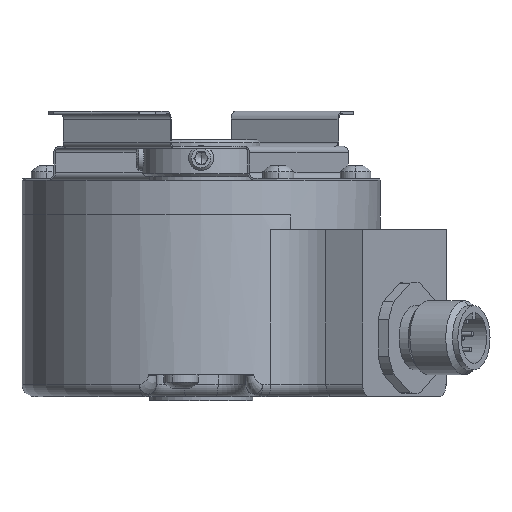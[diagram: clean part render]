
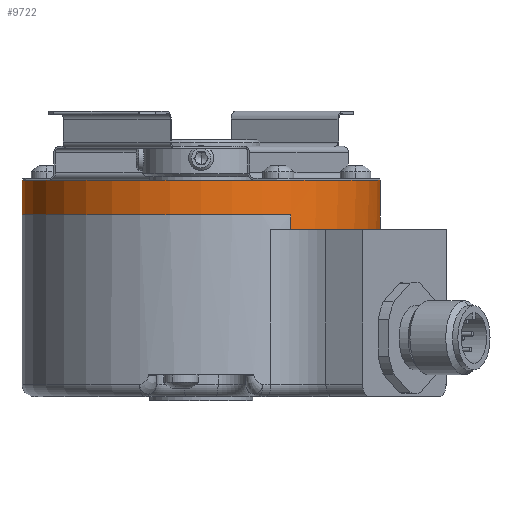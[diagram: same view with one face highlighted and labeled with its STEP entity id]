
A CAD part, front view. The second image highlights one B-rep face of the part: STEP entity #9722.
In plain terms, the highlighted cylindrical face has radius 29 mm (diameter 58 mm), a partial arc.
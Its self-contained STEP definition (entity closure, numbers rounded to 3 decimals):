
#66=DIRECTION('',(0.,0.,-1.));
#67=VECTOR('',#66,2.4);
#68=CARTESIAN_POINT('',(14.5,-25.115,12.4));
#69=LINE('',#68,#67);
#170=CARTESIAN_POINT('',(0.,0.,12.4));
#171=DIRECTION('',(0.,0.,1.));
#172=DIRECTION('',(1.,0.,0.));
#173=AXIS2_PLACEMENT_3D('',#170,#171,#172);
#175=DIRECTION('',(0.,0.,1.));
#176=VECTOR('',#175,5.6);
#177=CARTESIAN_POINT('',(29.,0.,12.4));
#178=LINE('',#177,#176);
#179=DIRECTION('',(0.,0.,-1.));
#180=VECTOR('',#179,27.4);
#181=CARTESIAN_POINT('',(-14.5,25.115,12.4));
#182=LINE('',#181,#180);
#183=CARTESIAN_POINT('',(18.616,22.236,-15.));
#184=CARTESIAN_POINT('',(18.637,22.218,-15.004));
#185=CARTESIAN_POINT('',(18.683,22.18,-14.993));
#186=CARTESIAN_POINT('',(18.755,22.119,-14.981));
#187=CARTESIAN_POINT('',(18.83,22.055,-14.957));
#188=CARTESIAN_POINT('',(18.908,21.988,-14.924));
#189=CARTESIAN_POINT('',(18.989,21.918,-14.881));
#190=CARTESIAN_POINT('',(19.071,21.847,-14.827));
#191=CARTESIAN_POINT('',(19.155,21.774,-14.762));
#192=CARTESIAN_POINT('',(19.236,21.702,-14.687));
#193=CARTESIAN_POINT('',(19.315,21.632,-14.603));
#194=CARTESIAN_POINT('',(19.389,21.566,-14.511));
#195=CARTESIAN_POINT('',(19.456,21.505,-14.414));
#196=CARTESIAN_POINT('',(19.516,21.451,-14.314));
#197=CARTESIAN_POINT('',(19.567,21.404,-14.213));
#198=CARTESIAN_POINT('',(19.61,21.365,-14.112));
#199=CARTESIAN_POINT('',(19.645,21.332,-14.014));
#200=CARTESIAN_POINT('',(19.673,21.307,-13.918));
#201=CARTESIAN_POINT('',(19.693,21.288,-13.826));
#202=CARTESIAN_POINT('',(19.707,21.275,-13.737));
#203=CARTESIAN_POINT('',(19.715,21.268,-13.651));
#204=CARTESIAN_POINT('',(19.718,21.265,-13.596));
#205=CARTESIAN_POINT('',(19.717,21.266,-13.57));
#207=CARTESIAN_POINT('',(28.565,5.004,-15.));
#208=CARTESIAN_POINT('',(28.56,5.031,-15.004));
#209=CARTESIAN_POINT('',(28.55,5.09,-14.993));
#210=CARTESIAN_POINT('',(28.533,5.183,-14.981));
#211=CARTESIAN_POINT('',(28.515,5.28,-14.957));
#212=CARTESIAN_POINT('',(28.496,5.381,-14.924));
#213=CARTESIAN_POINT('',(28.476,5.486,-14.881));
#214=CARTESIAN_POINT('',(28.456,5.593,-14.827));
#215=CARTESIAN_POINT('',(28.434,5.701,-14.762));
#216=CARTESIAN_POINT('',(28.412,5.808,-14.687));
#217=CARTESIAN_POINT('',(28.391,5.911,-14.603));
#218=CARTESIAN_POINT('',(28.371,6.008,-14.511));
#219=CARTESIAN_POINT('',(28.352,6.097,-14.414));
#220=CARTESIAN_POINT('',(28.335,6.175,-14.314));
#221=CARTESIAN_POINT('',(28.32,6.243,-14.213));
#222=CARTESIAN_POINT('',(28.307,6.301,-14.112));
#223=CARTESIAN_POINT('',(28.297,6.347,-14.014));
#224=CARTESIAN_POINT('',(28.289,6.384,-13.918));
#225=CARTESIAN_POINT('',(28.283,6.411,-13.826));
#226=CARTESIAN_POINT('',(28.278,6.43,-13.737));
#227=CARTESIAN_POINT('',(28.276,6.44,-13.651));
#228=CARTESIAN_POINT('',(28.275,6.444,-13.596));
#229=CARTESIAN_POINT('',(28.275,6.443,-13.57));
#231=DIRECTION('',(0.,0.,-1.));
#232=VECTOR('',#231,25.);
#233=CARTESIAN_POINT('',(28.781,3.561,10.));
#234=LINE('',#233,#232);
#235=CARTESIAN_POINT('',(0.,0.,12.4));
#236=DIRECTION('',(0.,0.,1.));
#237=DIRECTION('',(-1.,0.,0.));
#238=AXIS2_PLACEMENT_3D('',#235,#236,#237);
#240=DIRECTION('',(0.,0.,1.));
#241=VECTOR('',#240,5.6);
#242=CARTESIAN_POINT('',(-29.,0.,12.4));
#243=LINE('',#242,#241);
#244=CARTESIAN_POINT('',(0.,0.,-15.));
#245=DIRECTION('',(0.,0.,-1.));
#246=DIRECTION('',(-0.5,0.866,0.));
#247=AXIS2_PLACEMENT_3D('',#244,#245,#246);
#963=CARTESIAN_POINT('',(0.,0.,18.));
#964=DIRECTION('',(0.,0.,1.));
#965=DIRECTION('',(-1.,0.,0.));
#966=AXIS2_PLACEMENT_3D('',#963,#964,#965);
#3027=CARTESIAN_POINT('',(0.,0.,-13.5));
#3028=DIRECTION('',(0.,0.,1.));
#3029=DIRECTION('',(0.975,0.222,0.));
#3030=AXIS2_PLACEMENT_3D('',#3027,#3028,#3029);
#3089=DIRECTION('',(0.,0.,1.));
#3090=VECTOR('',#3089,0.07);
#3091=CARTESIAN_POINT('',(19.717,21.266,-13.57));
#3092=LINE('',#3091,#3090);
#3282=CARTESIAN_POINT('',(0.,0.,-15.));
#3283=DIRECTION('',(0.,0.,-1.));
#3284=DIRECTION('',(0.985,0.173,0.));
#3285=AXIS2_PLACEMENT_3D('',#3282,#3283,#3284);
#3311=CARTESIAN_POINT('',(0.,0.,10.));
#3312=DIRECTION('',(0.,0.,-1.));
#3313=DIRECTION('',(0.992,0.123,0.));
#3314=AXIS2_PLACEMENT_3D('',#3311,#3312,#3313);
#3352=DIRECTION('',(0.,0.,-1.));
#3353=VECTOR('',#3352,0.07);
#3354=CARTESIAN_POINT('',(28.275,6.443,-13.5));
#3355=LINE('',#3354,#3353);
#7897=CARTESIAN_POINT('',(29.,0.,18.));
#7898=CARTESIAN_POINT('',(-29.,0.,18.));
#7899=VERTEX_POINT('',#7897);
#7900=VERTEX_POINT('',#7898);
#9027=CARTESIAN_POINT('',(28.781,3.561,10.));
#9028=CARTESIAN_POINT('',(14.5,-25.115,10.));
#9029=VERTEX_POINT('',#9027);
#9030=VERTEX_POINT('',#9028);
#9033=CARTESIAN_POINT('',(28.275,6.443,-13.5));
#9034=CARTESIAN_POINT('',(19.717,21.266,-13.5));
#9035=VERTEX_POINT('',#9033);
#9036=VERTEX_POINT('',#9034);
#9055=CARTESIAN_POINT('',(28.781,3.561,-15.));
#9056=VERTEX_POINT('',#9055);
#9059=CARTESIAN_POINT('',(28.565,5.004,-15.));
#9060=VERTEX_POINT('',#9059);
#9077=CARTESIAN_POINT('',(-14.5,25.115,-15.));
#9078=CARTESIAN_POINT('',(18.616,22.236,-15.));
#9079=VERTEX_POINT('',#9077);
#9080=VERTEX_POINT('',#9078);
#9179=VERTEX_POINT('',#229);
#9183=CARTESIAN_POINT('',(19.717,21.266,-13.57));
#9184=VERTEX_POINT('',#9183);
#9205=CARTESIAN_POINT('',(29.,0.,12.4));
#9206=CARTESIAN_POINT('',(-14.5,25.115,12.4));
#9207=VERTEX_POINT('',#9205);
#9208=VERTEX_POINT('',#9206);
#9209=CARTESIAN_POINT('',(-29.,0.,12.4));
#9210=CARTESIAN_POINT('',(14.5,-25.115,12.4));
#9211=VERTEX_POINT('',#9209);
#9212=VERTEX_POINT('',#9210);
#9689=CARTESIAN_POINT('',(0.,0.,0.));
#9690=DIRECTION('',(0.,0.,1.));
#9691=DIRECTION('',(1.,0.,0.));
#9692=AXIS2_PLACEMENT_3D('',#9689,#9690,#9691);
#9693=CYLINDRICAL_SURFACE('',#9692,29.);
#9694=ORIENTED_EDGE('',*,*,#9682,.F.);
#9695=ORIENTED_EDGE('',*,*,#9680,.T.);
#9696=ORIENTED_EDGE('',*,*,#9678,.T.);
#9698=ORIENTED_EDGE('',*,*,#9697,.T.);
#9700=ORIENTED_EDGE('',*,*,#9699,.T.);
#9702=ORIENTED_EDGE('',*,*,#9701,.T.);
#9704=ORIENTED_EDGE('',*,*,#9703,.F.);
#9706=ORIENTED_EDGE('',*,*,#9705,.T.);
#9708=ORIENTED_EDGE('',*,*,#9707,.F.);
#9710=ORIENTED_EDGE('',*,*,#9709,.T.);
#9712=ORIENTED_EDGE('',*,*,#9711,.F.);
#9714=ORIENTED_EDGE('',*,*,#9713,.T.);
#9715=ORIENTED_EDGE('',*,*,#9647,.F.);
#9716=ORIENTED_EDGE('',*,*,#9645,.F.);
#9717=ORIENTED_EDGE('',*,*,#9643,.T.);
#9719=ORIENTED_EDGE('',*,*,#9718,.T.);
#9720=EDGE_LOOP('',(#9694,#9695,#9696,#9698,#9700,#9702,#9704,#9706,#9708,#9710,
#9712,#9714,#9715,#9716,#9717,#9719));
#9721=FACE_OUTER_BOUND('',#9720,.F.);
#174=CIRCLE('',#173,29.);
#206=B_SPLINE_CURVE_WITH_KNOTS('',3,(#183,#184,#185,#186,#187,#188,#189,#190,
#191,#192,#193,#194,#195,#196,#197,#198,#199,#200,#201,#202,#203,#204,#205),
.UNSPECIFIED.,.F.,.F.,(4,1,1,1,1,1,1,1,1,1,1,1,1,1,1,1,1,1,1,1,4),(0.,0.05,
0.1,0.15,0.2,0.25,0.3,0.35,0.4,0.45,0.5,0.55,0.6,0.65,
0.7,0.75,0.8,0.85,0.9,0.95,1.),.UNSPECIFIED.);
#230=B_SPLINE_CURVE_WITH_KNOTS('',3,(#207,#208,#209,#210,#211,#212,#213,#214,
#215,#216,#217,#218,#219,#220,#221,#222,#223,#224,#225,#226,#227,#228,#229),
.UNSPECIFIED.,.F.,.F.,(4,1,1,1,1,1,1,1,1,1,1,1,1,1,1,1,1,1,1,1,4),(0.,0.05,
0.1,0.15,0.2,0.25,0.3,0.35,0.4,0.45,0.5,0.55,0.6,0.65,
0.7,0.75,0.8,0.85,0.9,0.95,1.),.UNSPECIFIED.);
#239=CIRCLE('',#238,29.);
#248=CIRCLE('',#247,29.);
#967=CIRCLE('',#966,29.);
#3031=CIRCLE('',#3030,29.);
#3286=CIRCLE('',#3285,29.);
#3315=CIRCLE('',#3314,29.);
#9643=EDGE_CURVE('',#9211,#7900,#243,.T.);
#9645=EDGE_CURVE('',#9211,#9212,#239,.T.);
#9647=EDGE_CURVE('',#9212,#9030,#69,.T.);
#9678=EDGE_CURVE('',#9208,#9079,#182,.T.);
#9680=EDGE_CURVE('',#9207,#9208,#174,.T.);
#9682=EDGE_CURVE('',#9207,#7899,#178,.T.);
#9697=EDGE_CURVE('',#9079,#9080,#248,.T.);
#9699=EDGE_CURVE('',#9080,#9184,#206,.T.);
#9701=EDGE_CURVE('',#9184,#9036,#3092,.T.);
#9703=EDGE_CURVE('',#9035,#9036,#3031,.T.);
#9705=EDGE_CURVE('',#9035,#9179,#3355,.T.);
#9707=EDGE_CURVE('',#9060,#9179,#230,.T.);
#9709=EDGE_CURVE('',#9060,#9056,#3286,.T.);
#9711=EDGE_CURVE('',#9029,#9056,#234,.T.);
#9713=EDGE_CURVE('',#9029,#9030,#3315,.T.);
#9718=EDGE_CURVE('',#7900,#7899,#967,.T.);
#9722=ADVANCED_FACE('',(#9721),#9693,.T.);
